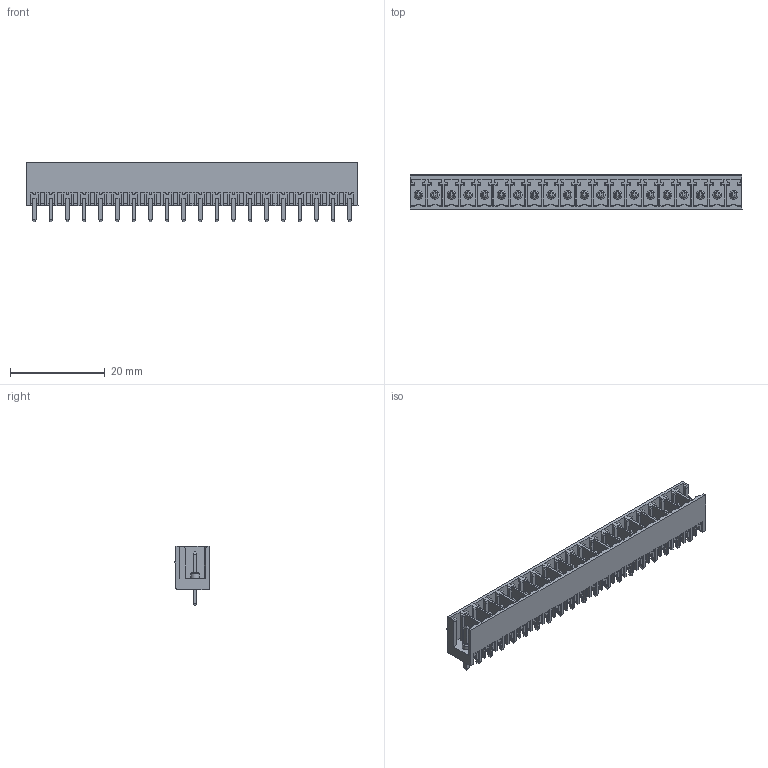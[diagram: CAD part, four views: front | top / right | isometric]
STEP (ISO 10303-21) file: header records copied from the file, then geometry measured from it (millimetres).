
FILE_DESCRIPTION(('STEP AP214'),'1');
FILE_NAME('PV20-3,5-V.stp','2018-11-29T09:58:04',(' '),(' '),'Spatial InterOp 3D',' ',' ');
FILE_SCHEMA(('AUTOMOTIVE_DESIGN { 1 0 10303 214 1 1 1 1 }'));
Length unit declared in the file: metre
Products named in the file (1): 1
Bounding box: 70 x 7.25 x 12.6 mm (x, y, z)
Volume: 2297.5 mm3; surface area: 5999.7 mm2
Topology: 1 solids, 1 shells, 1343 faces, 3489 edges, 2206 vertices
Faces by surface type: plane 1242, cylinder 61, torus 20, cone 20
Full cylindrical faces by diameter (mm): 1.8 x20
Entity records: 50286 total; most frequent: CARTESIAN_POINT 7079, ORIENTED_EDGE 6858, DIRECTION 6239, EDGE_CURVE 3429, LINE 3227, VECTOR 3227, VERTEX_POINT 2186, AXIS2_PLACEMENT_3D 1506
